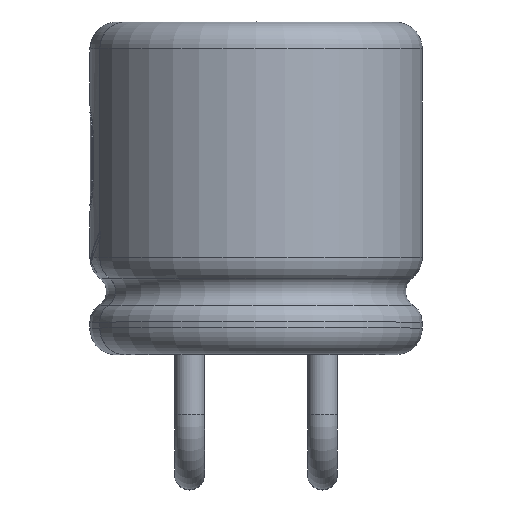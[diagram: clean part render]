
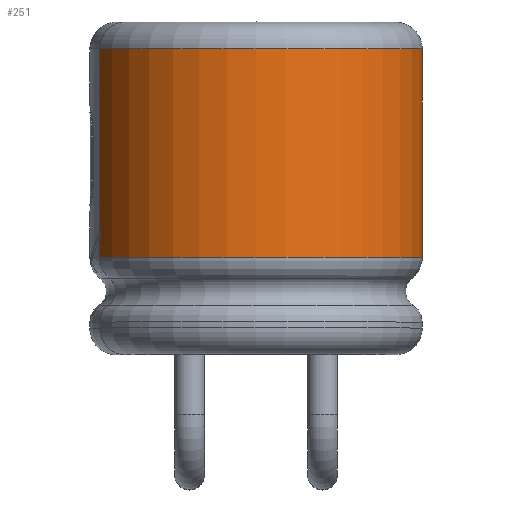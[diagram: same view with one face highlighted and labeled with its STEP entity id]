
A CAD part, top view. The second image highlights one B-rep face of the part: STEP entity #251.
In plain terms, the highlighted cylindrical face has radius 2.5 mm (diameter 5 mm), a partial arc.
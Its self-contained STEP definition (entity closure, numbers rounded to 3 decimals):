
#251=ADVANCED_FACE('',(#938),#940,.T.);
#938=FACE_BOUND('',#939,.T.);
#939=EDGE_LOOP('',(#1505,#1506,#1507,#1508,#1509,#1510,#1511,#1512,#1513,#1514,#1515,
#1516));
#940=CYLINDRICAL_SURFACE('',#941,2.5);
#941=AXIS2_PLACEMENT_3D('',#942,#943,#944);
#942=CARTESIAN_POINT('',(0.,3.262,2.6));
#943=DIRECTION('',(0.,1.,0.));
#944=DIRECTION('',(-1.,0.,0.));
#1505=ORIENTED_EDGE('',*,*,#1876,.T.);
#1506=ORIENTED_EDGE('',*,*,#1877,.T.);
#1507=ORIENTED_EDGE('',*,*,#1878,.F.);
#1508=ORIENTED_EDGE('',*,*,#1879,.T.);
#1509=ORIENTED_EDGE('',*,*,#1880,.F.);
#1510=ORIENTED_EDGE('',*,*,#1881,.T.);
#1511=ORIENTED_EDGE('',*,*,#1882,.T.);
#1512=ORIENTED_EDGE('',*,*,#1843,.T.);
#1513=ORIENTED_EDGE('',*,*,#1842,.F.);
#1514=ORIENTED_EDGE('',*,*,#1883,.F.);
#1515=ORIENTED_EDGE('',*,*,#1831,.F.);
#1516=ORIENTED_EDGE('',*,*,#1859,.T.);
#1831=EDGE_CURVE('',#2068,#2070,#2071,.T.);
#1842=EDGE_CURVE('',#2088,#2082,#2090,.F.);
#1843=EDGE_CURVE('',#2091,#2082,#2092,.T.);
#1859=EDGE_CURVE('',#2068,#2119,#2121,.T.);
#1876=EDGE_CURVE('',#2119,#2146,#2147,.F.);
#1877=EDGE_CURVE('',#2146,#2148,#2149,.F.);
#1878=EDGE_CURVE('',#2150,#2148,#2151,.T.);
#1879=EDGE_CURVE('',#2150,#2152,#2153,.T.);
#1880=EDGE_CURVE('',#2154,#2152,#2155,.F.);
#1881=EDGE_CURVE('',#2154,#2156,#2157,.F.);
#1882=EDGE_CURVE('',#2156,#2091,#2158,.T.);
#1883=EDGE_CURVE('',#2070,#2088,#2159,.T.);
#2068=VERTEX_POINT('',#2577);
#2070=VERTEX_POINT('',#2581);
#2071=LINE('',#2582,#2583);
#2082=VERTEX_POINT('',#2609);
#2088=VERTEX_POINT('',#2621);
#2090=LINE('',#2626,#2627);
#2091=VERTEX_POINT('',#2629);
#2092=(BOUNDED_CURVE()B_SPLINE_CURVE(3,
(#2630,#2631,#2632,#2633),
.UNSPECIFIED.,.F.,.F.)B_SPLINE_CURVE_WITH_KNOTS((4,4),
(0.,1.),
.UNSPECIFIED.)CURVE()GEOMETRIC_REPRESENTATION_ITEM()RATIONAL_B_SPLINE_CURVE((1.,
1.,1.,1.))REPRESENTATION_ITEM(''));
#2119=VERTEX_POINT('',#2715);
#2121=(BOUNDED_CURVE()B_SPLINE_CURVE(3,
(#2719,#2720,#2721,#2722),
.UNSPECIFIED.,.F.,.F.)B_SPLINE_CURVE_WITH_KNOTS((4,4),
(0.,1.),
.UNSPECIFIED.)CURVE()GEOMETRIC_REPRESENTATION_ITEM()RATIONAL_B_SPLINE_CURVE((1.,
1.,1.,1.))REPRESENTATION_ITEM(''));
#2146=VERTEX_POINT('',#2827);
#2147=LINE('',#2828,#2829);
#2148=VERTEX_POINT('',#2831);
#2149=(BOUNDED_CURVE()B_SPLINE_CURVE(3,
(#2832,#2833,#2834,#2835),
.UNSPECIFIED.,.F.,.F.)B_SPLINE_CURVE_WITH_KNOTS((4,4),
(0.,1.),
.UNSPECIFIED.)CURVE()GEOMETRIC_REPRESENTATION_ITEM()RATIONAL_B_SPLINE_CURVE((1.,
1.,1.,1.))REPRESENTATION_ITEM(''));
#2150=VERTEX_POINT('',#2836);
#2151=LINE('',#2837,#2838);
#2152=VERTEX_POINT('',#2840);
#2153=CIRCLE('',#2841,2.5);
#2154=VERTEX_POINT('',#2845);
#2155=LINE('',#2846,#2847);
#2156=VERTEX_POINT('',#2849);
#2157=(BOUNDED_CURVE()B_SPLINE_CURVE(3,
(#2850,#2851,#2852,#2853),
.UNSPECIFIED.,.F.,.F.)B_SPLINE_CURVE_WITH_KNOTS((4,4),
(0.,1.),
.UNSPECIFIED.)CURVE()GEOMETRIC_REPRESENTATION_ITEM()RATIONAL_B_SPLINE_CURVE((1.,
1.,1.,1.))REPRESENTATION_ITEM(''));
#2158=LINE('',#2854,#2855);
#2159=CIRCLE('',#2857,2.5);
#2577=CARTESIAN_POINT('',(-2.349,3.649,3.455));
#2581=CARTESIAN_POINT('',(-2.349,6.4,3.455));
#2582=CARTESIAN_POINT('',(-2.349,3.649,3.455));
#2583=VECTOR('',#2584,1.);
#2584=DIRECTION('',(0.,1.,0.));
#2609=CARTESIAN_POINT('',(-2.349,3.649,1.745));
#2621=CARTESIAN_POINT('',(-2.349,6.4,1.745));
#2626=CARTESIAN_POINT('',(-2.349,3.649,1.745));
#2627=VECTOR('',#2628,1.);
#2628=DIRECTION('',(0.,1.,0.));
#2629=CARTESIAN_POINT('',(-2.349,3.649,1.745));
#2630=CARTESIAN_POINT('',(-2.349,3.649,1.745));
#2631=CARTESIAN_POINT('',(-2.349,3.649,1.745));
#2632=CARTESIAN_POINT('',(-2.349,3.649,1.745));
#2633=CARTESIAN_POINT('',(-2.349,3.649,1.745));
#2715=CARTESIAN_POINT('',(-2.349,3.649,3.455));
#2719=CARTESIAN_POINT('',(-2.349,3.649,3.455));
#2720=CARTESIAN_POINT('',(-2.349,3.649,3.455));
#2721=CARTESIAN_POINT('',(-2.349,3.649,3.455));
#2722=CARTESIAN_POINT('',(-2.349,3.649,3.455));
#2827=CARTESIAN_POINT('',(-2.349,3.549,3.455));
#2828=CARTESIAN_POINT('',(-2.349,3.549,3.455));
#2829=VECTOR('',#2830,1.);
#2830=DIRECTION('',(0.,1.,0.));
#2831=CARTESIAN_POINT('',(-2.349,3.549,3.455));
#2832=CARTESIAN_POINT('',(-2.349,3.549,3.455));
#2833=CARTESIAN_POINT('',(-2.349,3.549,3.455));
#2834=CARTESIAN_POINT('',(-2.349,3.549,3.455));
#2835=CARTESIAN_POINT('',(-2.349,3.549,3.455));
#2836=CARTESIAN_POINT('',(-2.349,3.262,3.455));
#2837=CARTESIAN_POINT('',(-2.349,3.262,3.455));
#2838=VECTOR('',#2839,1.);
#2839=DIRECTION('',(0.,1.,0.));
#2840=CARTESIAN_POINT('',(-2.349,3.262,1.745));
#2841=AXIS2_PLACEMENT_3D('',#2842,#2843,#2844);
#2842=CARTESIAN_POINT('',(0.,3.262,2.6));
#2843=DIRECTION('',(0.,1.,0.));
#2844=DIRECTION('',(-0.94,0.,0.342));
#2845=CARTESIAN_POINT('',(-2.349,3.549,1.745));
#2846=CARTESIAN_POINT('',(-2.349,3.262,1.745));
#2847=VECTOR('',#2848,1.);
#2848=DIRECTION('',(0.,1.,0.));
#2849=CARTESIAN_POINT('',(-2.349,3.549,1.745));
#2850=CARTESIAN_POINT('',(-2.349,3.549,1.745));
#2851=CARTESIAN_POINT('',(-2.349,3.549,1.745));
#2852=CARTESIAN_POINT('',(-2.349,3.549,1.745));
#2853=CARTESIAN_POINT('',(-2.349,3.549,1.745));
#2854=CARTESIAN_POINT('',(-2.349,3.549,1.745));
#2855=VECTOR('',#2856,1.);
#2856=DIRECTION('',(0.,1.,0.));
#2857=AXIS2_PLACEMENT_3D('',#2858,#2859,#2860);
#2858=CARTESIAN_POINT('',(0.,6.4,2.6));
#2859=DIRECTION('',(0.,1.,0.));
#2860=DIRECTION('',(-0.94,0.,0.342));
